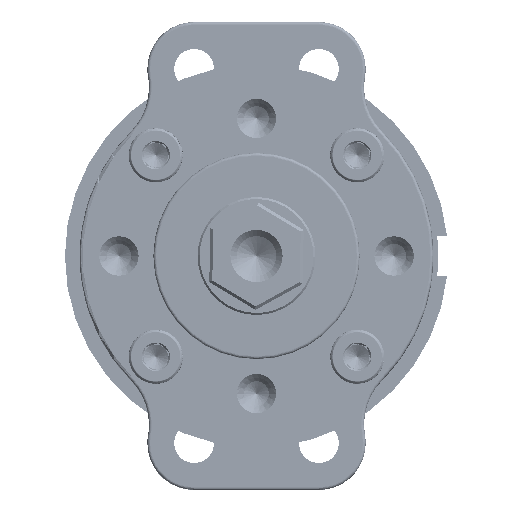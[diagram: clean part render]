
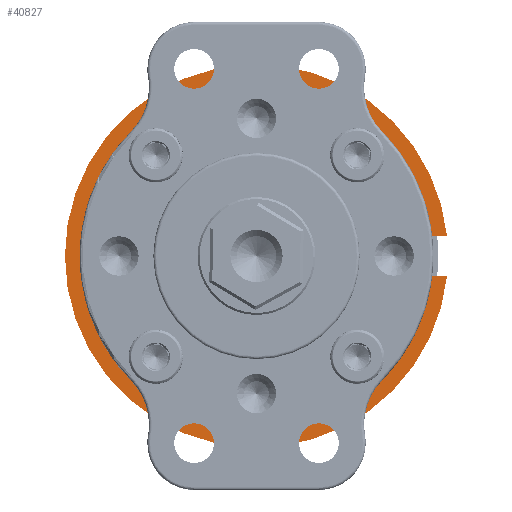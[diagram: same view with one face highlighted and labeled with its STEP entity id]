
A CAD part, front view. The second image highlights one B-rep face of the part: STEP entity #40827.
In plain terms, the highlighted face is planar.
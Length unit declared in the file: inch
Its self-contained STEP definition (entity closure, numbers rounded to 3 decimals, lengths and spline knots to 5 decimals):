
#4934 = ORIENTED_EDGE ( 'NONE', *, *, #43097, .T. ) ;
#5982 = CARTESIAN_POINT ( 'NONE',  ( 0., 0., 0.62205 ) ) ;
#11046 = CARTESIAN_POINT ( 'NONE',  ( -0.70866, 0., 0.62205 ) ) ;
#21748 = VERTEX_POINT ( 'NONE', #138848 ) ;
#25272 = CARTESIAN_POINT ( 'NONE',  ( 0.70427, -0.07874, 0.62205 ) ) ;
#26224 = VERTEX_POINT ( 'NONE', #99616 ) ;
#26857 = VERTEX_POINT ( 'NONE', #166670 ) ;
#27499 = CIRCLE ( 'NONE', #113022, 0.70866 ) ;
#31467 = CARTESIAN_POINT ( 'NONE',  ( 0.70866, 0.07874, 0.62205 ) ) ;
#33331 = LINE ( 'NONE', #31467, #54698 ) ;
#34123 = EDGE_CURVE ( 'NONE', #21748, #26224, #68146, .T. ) ;
#35522 = ORIENTED_EDGE ( 'NONE', *, *, #46216, .F. ) ;
#38586 = CARTESIAN_POINT ( 'NONE',  ( 0., 0., 0.62205 ) ) ;
#40827 = ADVANCED_FACE ( 'NONE', ( #157580 ), #171938, .F. ) ;
#43097 = EDGE_CURVE ( 'NONE', #26224, #141998, #33331, .T. ) ;
#46216 = EDGE_CURVE ( 'NONE', #73473, #141998, #27499, .T. ) ;
#48056 = EDGE_LOOP ( 'NONE', ( #118017, #172584, #4934, #35522, #154954, #127103 ) ) ;
#53422 = CARTESIAN_POINT ( 'NONE',  ( 0., 0., 0.62205 ) ) ;
#54365 = DIRECTION ( 'NONE',  ( -1., 0., 0. ) ) ;
#54698 = VECTOR ( 'NONE', #75444, 39.37008 ) ;
#57016 = DIRECTION ( 'NONE',  ( 0., 0., -1. ) ) ;
#58718 = VECTOR ( 'NONE', #71019, 39.37008 ) ;
#62881 = EDGE_CURVE ( 'NONE', #131904, #73473, #104274, .T. ) ;
#64998 = AXIS2_PLACEMENT_3D ( 'NONE', #5982, #93951, #152340 ) ;
#68146 = CIRCLE ( 'NONE', #64998, 0.76772 ) ;
#68659 = EDGE_CURVE ( 'NONE', #26857, #21748, #135392, .T. ) ;
#69207 = DIRECTION ( 'NONE',  ( 0., 0., -1. ) ) ;
#71019 = DIRECTION ( 'NONE',  ( 1., 0., 0. ) ) ;
#73473 = VERTEX_POINT ( 'NONE', #11046 ) ;
#75444 = DIRECTION ( 'NONE',  ( -1., 0., 0. ) ) ;
#88219 = CARTESIAN_POINT ( 'NONE',  ( 0.70427, 0.07874, 0.62205 ) ) ;
#88490 = DIRECTION ( 'NONE',  ( 0., 0., -1. ) ) ;
#93951 = DIRECTION ( 'NONE',  ( 0., 0., -1. ) ) ;
#99616 = CARTESIAN_POINT ( 'NONE',  ( 0.76367, 0.07874, 0.62205 ) ) ;
#104274 = CIRCLE ( 'NONE', #116429, 0.70866 ) ;
#113022 = AXIS2_PLACEMENT_3D ( 'NONE', #38586, #69207, #185984 ) ;
#116429 = AXIS2_PLACEMENT_3D ( 'NONE', #53422, #88490, #54365 ) ;
#118017 = ORIENTED_EDGE ( 'NONE', *, *, #68659, .T. ) ;
#126988 = DIRECTION ( 'NONE',  ( 0., 0., 1. ) ) ;
#127103 = ORIENTED_EDGE ( 'NONE', *, *, #163614, .T. ) ;
#127949 = DIRECTION ( 'NONE',  ( 1., 0., 0. ) ) ;
#128486 = CARTESIAN_POINT ( 'NONE',  ( 0.70866, -0.07874, 0.62205 ) ) ;
#131904 = VERTEX_POINT ( 'NONE', #25272 ) ;
#135392 = CIRCLE ( 'NONE', #181301, 0.76772 ) ;
#138848 = CARTESIAN_POINT ( 'NONE',  ( -0.76772, 0., 0.62205 ) ) ;
#139452 = CARTESIAN_POINT ( 'NONE',  ( 0.70866, 0., 0.62205 ) ) ;
#141998 = VERTEX_POINT ( 'NONE', #88219 ) ;
#143190 = CARTESIAN_POINT ( 'NONE',  ( 0., 0., 0.62205 ) ) ;
#152340 = DIRECTION ( 'NONE',  ( -1., 0., 0. ) ) ;
#154954 = ORIENTED_EDGE ( 'NONE', *, *, #62881, .F. ) ;
#155101 = AXIS2_PLACEMENT_3D ( 'NONE', #139452, #126988, #127949 ) ;
#157580 = FACE_OUTER_BOUND ( 'NONE', #48056, .T. ) ;
#159067 = LINE ( 'NONE', #128486, #58718 ) ;
#160342 = DIRECTION ( 'NONE',  ( -1., 0., 0. ) ) ;
#163614 = EDGE_CURVE ( 'NONE', #131904, #26857, #159067, .T. ) ;
#166670 = CARTESIAN_POINT ( 'NONE',  ( 0.76367, -0.07874, 0.62205 ) ) ;
#171938 = PLANE ( 'NONE',  #155101 ) ;
#172584 = ORIENTED_EDGE ( 'NONE', *, *, #34123, .T. ) ;
#181301 = AXIS2_PLACEMENT_3D ( 'NONE', #143190, #57016, #160342 ) ;
#185984 = DIRECTION ( 'NONE',  ( -1., 0., 0. ) ) ;
